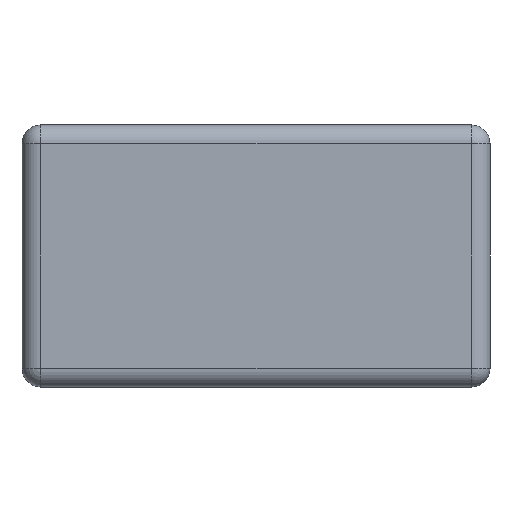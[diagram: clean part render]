
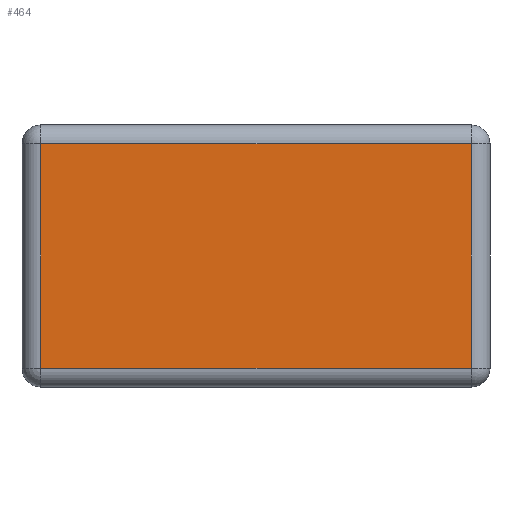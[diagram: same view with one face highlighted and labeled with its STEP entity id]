
A CAD part, left-side view. The second image highlights one B-rep face of the part: STEP entity #464.
In plain terms, the highlighted planar face has unit normal (-1, 0, 0).
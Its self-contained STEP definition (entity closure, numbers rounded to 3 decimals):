
#13=DIRECTION('',(0.,0.,1.));
#14=DIRECTION('',(1.,0.,0.));
#28=VECTOR('',#13,1.);
#46=DIRECTION('',(0.,1.,0.));
#123=CARTESIAN_POINT('',(-1.,-0.625,0.05));
#133=CARTESIAN_POINT('',(-1.,-0.625,0.65));
#136=CARTESIAN_POINT('',(-1.,-0.625,0.));
#208=CARTESIAN_POINT('',(-1.,-0.575,0.));
#212=CARTESIAN_POINT('',(-1.,-0.575,0.05));
#221=VECTOR('',#46,1.);
#250=CARTESIAN_POINT('',(-1.,-0.575,0.65));
#276=VERTEX_POINT('',#212);
#283=VERTEX_POINT('',#250);
#288=ORIENTED_EDGE('',*,*,#289,.F.);
#289=EDGE_CURVE('',#276,#283,#290,.T.);
#290=LINE('',#208,#28);
#386=CARTESIAN_POINT('',(-1.,0.575,0.));
#464=ADVANCED_FACE('',(#465),#480,.F.);
#465=FACE_BOUND('',#466,.F.);
#466=EDGE_LOOP('',(#467,#472,#477,#288));
#467=ORIENTED_EDGE('',*,*,#468,.T.);
#468=EDGE_CURVE('',#276,#469,#471,.T.);
#469=VERTEX_POINT('',#470);
#470=CARTESIAN_POINT('',(-1.,0.575,0.05));
#471=LINE('',#123,#221);
#472=ORIENTED_EDGE('',*,*,#473,.T.);
#473=EDGE_CURVE('',#469,#474,#476,.T.);
#474=VERTEX_POINT('',#475);
#475=CARTESIAN_POINT('',(-1.,0.575,0.65));
#476=LINE('',#386,#28);
#477=ORIENTED_EDGE('',*,*,#478,.F.);
#478=EDGE_CURVE('',#283,#474,#479,.T.);
#479=LINE('',#133,#221);
#480=PLANE('',#481);
#481=AXIS2_PLACEMENT_3D('',#136,#14,#13);
